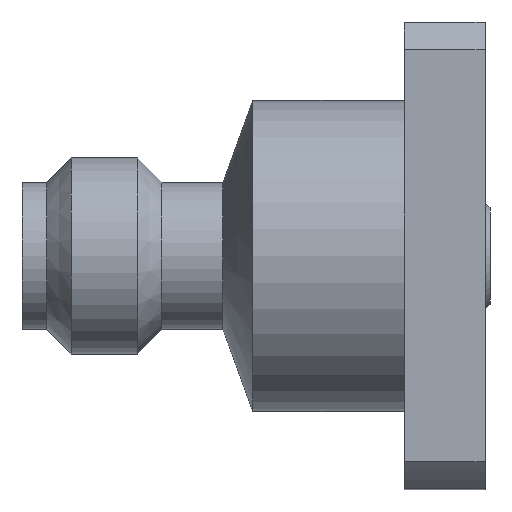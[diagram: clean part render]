
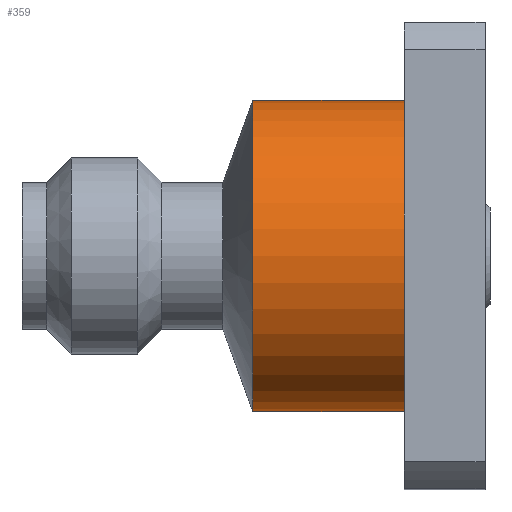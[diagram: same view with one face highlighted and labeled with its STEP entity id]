
A CAD part, top view. The second image highlights one B-rep face of the part: STEP entity #359.
In plain terms, the highlighted cylindrical face has radius 3.175 mm (diameter 6.35 mm), a partial arc.
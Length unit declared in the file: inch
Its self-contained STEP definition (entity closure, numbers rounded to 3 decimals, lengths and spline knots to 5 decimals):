
#25 = DIRECTION ( 'NONE',  ( 0., 1., 0. ) ) ;
#147 = EDGE_CURVE ( 'NONE', #1389, #879, #580, .T. ) ;
#216 = DIRECTION ( 'NONE',  ( -1., 0., 0. ) ) ;
#239 = VERTEX_POINT ( 'NONE', #820 ) ;
#259 = ORIENTED_EDGE ( 'NONE', *, *, #147, .F. ) ;
#291 = VECTOR ( 'NONE', #1207, 39.37008 ) ;
#292 = DIRECTION ( 'NONE',  ( -1., 0., 0. ) ) ;
#294 = AXIS2_PLACEMENT_3D ( 'NONE', #1057, #216, #1077 ) ;
#304 = FACE_OUTER_BOUND ( 'NONE', #857, .T. ) ;
#344 = CARTESIAN_POINT ( 'NONE',  ( 0.39065, -0.125, 0. ) ) ;
#359 = ADVANCED_FACE ( 'NONE', ( #304 ), #423, .T. ) ;
#423 = CYLINDRICAL_SURFACE ( 'NONE', #294, 0.125 ) ;
#471 = CARTESIAN_POINT ( 'NONE',  ( 0.30709, 0.125, 0. ) ) ;
#507 = ORIENTED_EDGE ( 'NONE', *, *, #1046, .T. ) ;
#549 = VERTEX_POINT ( 'NONE', #471 ) ;
#562 = LINE ( 'NONE', #1308, #291 ) ;
#580 = LINE ( 'NONE', #344, #1034 ) ;
#690 = DIRECTION ( 'NONE',  ( 1., 0., 0. ) ) ;
#727 = AXIS2_PLACEMENT_3D ( 'NONE', #877, #690, #25 ) ;
#734 = AXIS2_PLACEMENT_3D ( 'NONE', #1257, #292, #1152 ) ;
#746 = ORIENTED_EDGE ( 'NONE', *, *, #977, .F. ) ;
#798 = DIRECTION ( 'NONE',  ( -1., 0., 0. ) ) ;
#820 = CARTESIAN_POINT ( 'NONE',  ( 0.18542, 0.125, 0. ) ) ;
#857 = EDGE_LOOP ( 'NONE', ( #259, #746, #507, #1090 ) ) ;
#877 = CARTESIAN_POINT ( 'NONE',  ( 0.30709, 0., 0. ) ) ;
#879 = VERTEX_POINT ( 'NONE', #1161 ) ;
#977 = EDGE_CURVE ( 'NONE', #549, #1389, #1329, .T. ) ;
#1034 = VECTOR ( 'NONE', #798, 39.37008 ) ;
#1046 = EDGE_CURVE ( 'NONE', #549, #239, #562, .T. ) ;
#1057 = CARTESIAN_POINT ( 'NONE',  ( 0.39065, 0., 0. ) ) ;
#1077 = DIRECTION ( 'NONE',  ( 0., 1., 0. ) ) ;
#1090 = ORIENTED_EDGE ( 'NONE', *, *, #1303, .F. ) ;
#1152 = DIRECTION ( 'NONE',  ( 0., 1., 0. ) ) ;
#1161 = CARTESIAN_POINT ( 'NONE',  ( 0.18542, -0.125, 0. ) ) ;
#1207 = DIRECTION ( 'NONE',  ( -1., 0., 0. ) ) ;
#1257 = CARTESIAN_POINT ( 'NONE',  ( 0.18542, 0., 0. ) ) ;
#1292 = CIRCLE ( 'NONE', #734, 0.125 ) ;
#1303 = EDGE_CURVE ( 'NONE', #879, #239, #1292, .T. ) ;
#1308 = CARTESIAN_POINT ( 'NONE',  ( 0.39065, 0.125, 0. ) ) ;
#1329 = CIRCLE ( 'NONE', #727, 0.125 ) ;
#1350 = CARTESIAN_POINT ( 'NONE',  ( 0.30709, -0.125, 0. ) ) ;
#1389 = VERTEX_POINT ( 'NONE', #1350 ) ;
